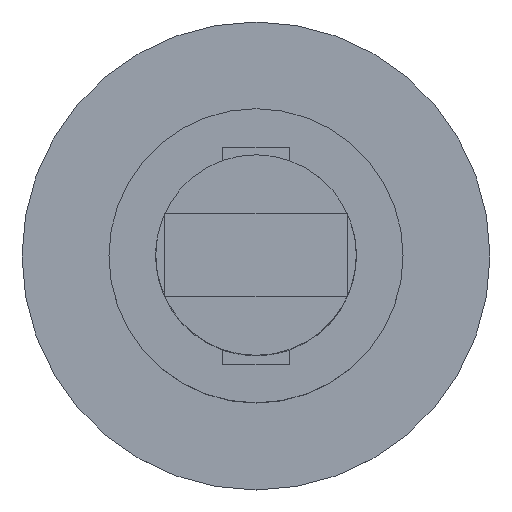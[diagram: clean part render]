
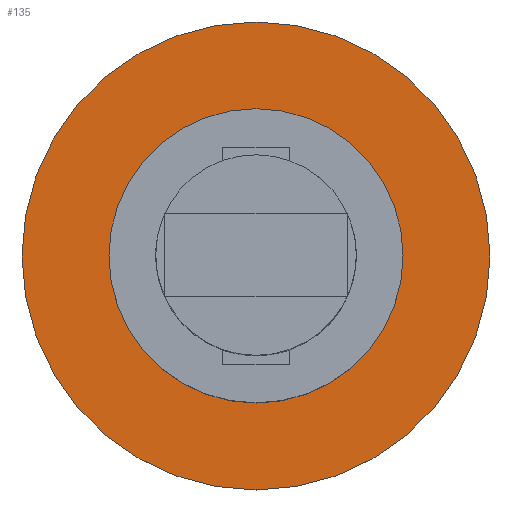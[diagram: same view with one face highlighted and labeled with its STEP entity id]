
A CAD part, top view. The second image highlights one B-rep face of the part: STEP entity #135.
In plain terms, the highlighted planar face has unit normal (0, 0, 1).
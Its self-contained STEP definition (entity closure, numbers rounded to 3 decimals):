
#51=FACE_BOUND('',#223,.T.);
#52=FACE_BOUND('',#224,.T.);
#78=CIRCLE('',#621,70.);
#79=CIRCLE('',#623,44.);
#135=ADVANCED_FACE('',(#51,#52),#168,.T.);
#168=PLANE('',#624);
#223=EDGE_LOOP('',(#293));
#224=EDGE_LOOP('',(#294));
#293=ORIENTED_EDGE('',*,*,#462,.T.);
#294=ORIENTED_EDGE('',*,*,#461,.F.);
#407=VERTEX_POINT('',#867);
#408=VERTEX_POINT('',#870);
#461=EDGE_CURVE('',#407,#407,#78,.T.);
#462=EDGE_CURVE('',#408,#408,#79,.T.);
#621=AXIS2_PLACEMENT_3D('',#866,#708,#709);
#623=AXIS2_PLACEMENT_3D('',#869,#712,#713);
#624=AXIS2_PLACEMENT_3D('',#871,#714,#715);
#708=DIRECTION('',(0.,0.,-1.));
#709=DIRECTION('',(0.866,-0.5,0.));
#712=DIRECTION('',(0.,0.,-1.));
#713=DIRECTION('',(0.866,-0.5,0.));
#714=DIRECTION('',(0.,0.,1.));
#715=DIRECTION('',(-0.866,0.5,0.));
#866=CARTESIAN_POINT('',(0.,0.,-58.35));
#867=CARTESIAN_POINT('',(60.622,-35.,-58.35));
#869=CARTESIAN_POINT('',(0.,0.,-58.35));
#870=CARTESIAN_POINT('',(38.105,-22.,-58.35));
#871=CARTESIAN_POINT('',(-35.,-60.622,-58.35));
